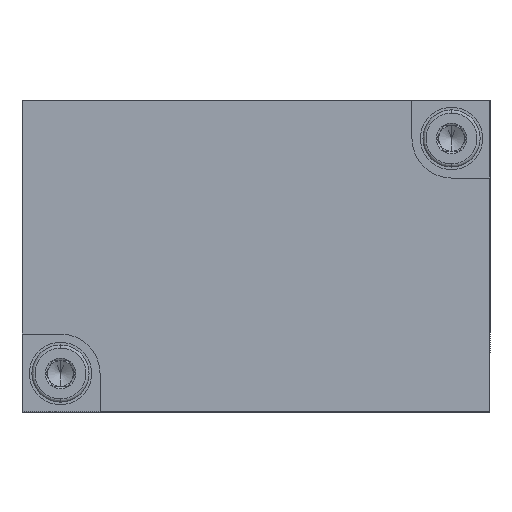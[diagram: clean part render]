
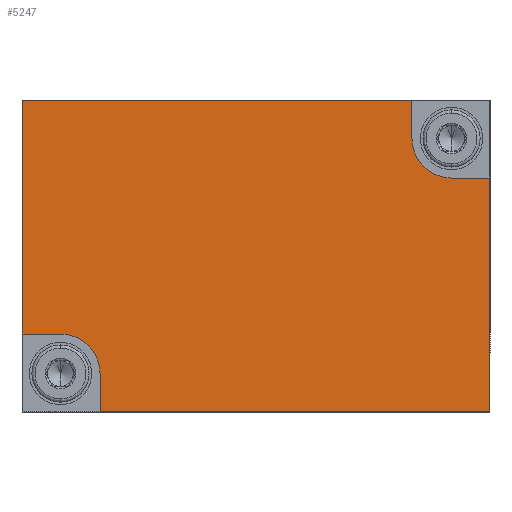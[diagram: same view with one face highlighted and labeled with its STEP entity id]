
A CAD part, front view. The second image highlights one B-rep face of the part: STEP entity #5247.
In plain terms, the highlighted planar face has unit normal (0, -1, 0).
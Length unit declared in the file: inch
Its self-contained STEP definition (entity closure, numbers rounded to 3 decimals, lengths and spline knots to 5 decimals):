
#106 = CARTESIAN_POINT ( 'NONE',  ( -0.59055, 0., 0. ) ) ;
#212 = VECTOR ( 'NONE', #5374, 39.37008 ) ;
#315 = ORIENTED_EDGE ( 'NONE', *, *, #2774, .F. ) ;
#827 = CARTESIAN_POINT ( 'NONE',  ( -0.59055, 0., 0. ) ) ;
#838 = CARTESIAN_POINT ( 'NONE',  ( -0.59055, 0., 0.14567 ) ) ;
#842 = VERTEX_POINT ( 'NONE', #4596 ) ;
#929 = EDGE_CURVE ( 'NONE', #5757, #842, #4032, .T. ) ;
#1361 = DIRECTION ( 'NONE',  ( 0., 0., 1. ) ) ;
#1418 = CARTESIAN_POINT ( 'NONE',  ( 0.59055, 0., 1.1811 ) ) ;
#1422 = EDGE_CURVE ( 'NONE', #1466, #3217, #7316, .T. ) ;
#1466 = VERTEX_POINT ( 'NONE', #1762 ) ;
#1478 = CARTESIAN_POINT ( 'NONE',  ( -0.88583, 0., 0.29528 ) ) ;
#1592 = DIRECTION ( 'NONE',  ( 0., 0., -1. ) ) ;
#1608 = DIRECTION ( 'NONE',  ( 0., -1., 0. ) ) ;
#1663 = VERTEX_POINT ( 'NONE', #1478 ) ;
#1762 = CARTESIAN_POINT ( 'NONE',  ( 0.74016, 0., 0.88583 ) ) ;
#1847 = LINE ( 'NONE', #7400, #1939 ) ;
#1939 = VECTOR ( 'NONE', #3149, 39.37008 ) ;
#1967 = EDGE_CURVE ( 'NONE', #3851, #2987, #3260, .T. ) ;
#2086 = LINE ( 'NONE', #827, #7612 ) ;
#2189 = CARTESIAN_POINT ( 'NONE',  ( -0.88583, 0., 1.1811 ) ) ;
#2380 = VERTEX_POINT ( 'NONE', #2189 ) ;
#2524 = CARTESIAN_POINT ( 'NONE',  ( 0.88583, 0., 0. ) ) ;
#2647 = ORIENTED_EDGE ( 'NONE', *, *, #5078, .F. ) ;
#2671 = VERTEX_POINT ( 'NONE', #838 ) ;
#2774 = EDGE_CURVE ( 'NONE', #2671, #4242, #3501, .T. ) ;
#2880 = CARTESIAN_POINT ( 'NONE',  ( 0.88583, 0., 0.88583 ) ) ;
#2987 = VERTEX_POINT ( 'NONE', #5124 ) ;
#3095 = ORIENTED_EDGE ( 'NONE', *, *, #1422, .F. ) ;
#3149 = DIRECTION ( 'NONE',  ( 0., 0., -1. ) ) ;
#3217 = VERTEX_POINT ( 'NONE', #2880 ) ;
#3260 = LINE ( 'NONE', #4632, #7721 ) ;
#3298 = ORIENTED_EDGE ( 'NONE', *, *, #1967, .T. ) ;
#3426 = LINE ( 'NONE', #4760, #5069 ) ;
#3501 = CIRCLE ( 'NONE', #6737, 0.14961 ) ;
#3638 = DIRECTION ( 'NONE',  ( 1., 0., 0. ) ) ;
#3671 = EDGE_CURVE ( 'NONE', #2987, #3217, #5421, .T. ) ;
#3838 = CARTESIAN_POINT ( 'NONE',  ( 0.74016, 0., 1.03543 ) ) ;
#3851 = VERTEX_POINT ( 'NONE', #106 ) ;
#3976 = AXIS2_PLACEMENT_3D ( 'NONE', #3838, #4824, #6646 ) ;
#4000 = EDGE_CURVE ( 'NONE', #4242, #1663, #5129, .T. ) ;
#4025 = DIRECTION ( 'NONE',  ( 1., 0., 0. ) ) ;
#4032 = LINE ( 'NONE', #5286, #6300 ) ;
#4242 = VERTEX_POINT ( 'NONE', #7268 ) ;
#4318 = DIRECTION ( 'NONE',  ( 0., 0., -1. ) ) ;
#4319 = DIRECTION ( 'NONE',  ( 0., 0., 1. ) ) ;
#4377 = AXIS2_PLACEMENT_3D ( 'NONE', #2524, #5494, #4318 ) ;
#4421 = EDGE_LOOP ( 'NONE', ( #6591, #7604, #4459, #5613, #6244, #315, #2647, #3298, #4675, #3095 ) ) ;
#4459 = ORIENTED_EDGE ( 'NONE', *, *, #7708, .T. ) ;
#4596 = CARTESIAN_POINT ( 'NONE',  ( 0.59055, 0., 1.03543 ) ) ;
#4632 = CARTESIAN_POINT ( 'NONE',  ( 0.88583, 0., 0. ) ) ;
#4675 = ORIENTED_EDGE ( 'NONE', *, *, #3671, .T. ) ;
#4760 = CARTESIAN_POINT ( 'NONE',  ( -0.88583, 0., 1.1811 ) ) ;
#4824 = DIRECTION ( 'NONE',  ( 0., -1., 0. ) ) ;
#5069 = VECTOR ( 'NONE', #7759, 39.37008 ) ;
#5078 = EDGE_CURVE ( 'NONE', #3851, #2671, #2086, .T. ) ;
#5124 = CARTESIAN_POINT ( 'NONE',  ( 0.88583, 0., 0. ) ) ;
#5129 = LINE ( 'NONE', #7635, #5667 ) ;
#5247 = ADVANCED_FACE ( 'NONE', ( #5659 ), #5534, .F. ) ;
#5286 = CARTESIAN_POINT ( 'NONE',  ( 0.59055, 0., 0. ) ) ;
#5374 = DIRECTION ( 'NONE',  ( 0., 0., 1. ) ) ;
#5421 = LINE ( 'NONE', #6754, #212 ) ;
#5494 = DIRECTION ( 'NONE',  ( 0., 1., 0. ) ) ;
#5534 = PLANE ( 'NONE',  #4377 ) ;
#5613 = ORIENTED_EDGE ( 'NONE', *, *, #7263, .T. ) ;
#5659 = FACE_OUTER_BOUND ( 'NONE', #4421, .T. ) ;
#5667 = VECTOR ( 'NONE', #7033, 39.37008 ) ;
#5757 = VERTEX_POINT ( 'NONE', #1418 ) ;
#5987 = EDGE_CURVE ( 'NONE', #842, #1466, #7466, .T. ) ;
#6200 = VECTOR ( 'NONE', #3638, 39.37008 ) ;
#6244 = ORIENTED_EDGE ( 'NONE', *, *, #4000, .F. ) ;
#6300 = VECTOR ( 'NONE', #1592, 39.37008 ) ;
#6591 = ORIENTED_EDGE ( 'NONE', *, *, #5987, .F. ) ;
#6646 = DIRECTION ( 'NONE',  ( 0., 0., 1. ) ) ;
#6737 = AXIS2_PLACEMENT_3D ( 'NONE', #7773, #1608, #4319 ) ;
#6754 = CARTESIAN_POINT ( 'NONE',  ( 0.88583, 0., 1.1811 ) ) ;
#7033 = DIRECTION ( 'NONE',  ( -1., 0., 0. ) ) ;
#7263 = EDGE_CURVE ( 'NONE', #2380, #1663, #1847, .T. ) ;
#7268 = CARTESIAN_POINT ( 'NONE',  ( -0.74016, 0., 0.29528 ) ) ;
#7316 = LINE ( 'NONE', #7964, #6200 ) ;
#7400 = CARTESIAN_POINT ( 'NONE',  ( -0.88583, 0., 0. ) ) ;
#7466 = CIRCLE ( 'NONE', #3976, 0.14961 ) ;
#7604 = ORIENTED_EDGE ( 'NONE', *, *, #929, .F. ) ;
#7612 = VECTOR ( 'NONE', #1361, 39.37008 ) ;
#7635 = CARTESIAN_POINT ( 'NONE',  ( -0.88583, 0., 0.29528 ) ) ;
#7708 = EDGE_CURVE ( 'NONE', #5757, #2380, #3426, .T. ) ;
#7721 = VECTOR ( 'NONE', #4025, 39.37008 ) ;
#7759 = DIRECTION ( 'NONE',  ( -1., 0., 0. ) ) ;
#7773 = CARTESIAN_POINT ( 'NONE',  ( -0.74016, 0., 0.14567 ) ) ;
#7964 = CARTESIAN_POINT ( 'NONE',  ( 0.88583, 0., 0.88583 ) ) ;
